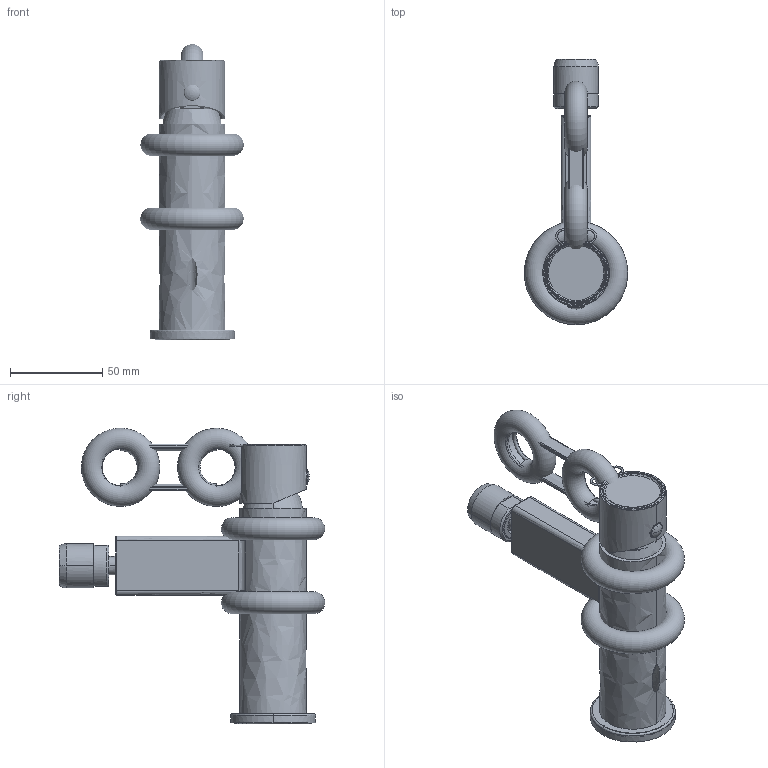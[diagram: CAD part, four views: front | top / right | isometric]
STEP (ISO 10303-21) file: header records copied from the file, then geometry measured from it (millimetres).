
FILE_DESCRIPTION((''),'2;1');
FILE_NAME('VBN468211_ASM_ASM','2020-07-02T',('fth20'),(''),'CREO PARAMETRIC BY PTC INC, 2015480','CREO PARAMETRIC BY PTC INC, 2015480','');
FILE_SCHEMA(('CONFIG_CONTROL_DESIGN'));
Products named in the file (24): 80T468211_8; 8YG16482_1; 9ZG16482_1; 80P25VBN2_1; 8EM5X5_1; 80N81050_1; 8DZ16328_1; 8J42X25_1; 8BM8X090B_ASM_2; 8J105X75X2A_1; 81T23U91_1; R01010-R01_1; R01010-R02_1; R01010-R03_1; R01010-R04_1; R01010_ASM_1_ASM; 8J21X158X22_1; 81M22011_1; M22011-R01_1_1; M22011-R01_1_2; M22011-R01_1_ASM; M22011CRNP0_ASM_1_ASM; VBN468211_ASM_13_ASM; VBN468211_ASM_ASM
Assembly tree (24 placements, depth 5):
  VBN468211_ASM_ASM
    VBN468211_ASM_13_ASM
      80T468211_8
      8YG16482_1
      9ZG16482_1
      80P25VBN2_1
      8EM5X5_1
      80N81050_1
      8DZ16328_1
      8J42X25_1
      8BM8X090B_ASM_2
      8J105X75X2A_1
      81T23U91_1
      R01010_ASM_1_ASM
        R01010-R01_1
        R01010-R02_1
        R01010-R03_1
        R01010-R04_1
      8J21X158X22_1
      M22011CRNP0_ASM_1_ASM
        81M22011_1
        M22011-R01_1_ASM
          M22011-R01_1_1
          M22011-R01_1_2
        8J21X158X22_1
Bounding box: 55.92 x 143.7 x 159.92 mm (x, y, z)
Surface area: 100164.1 mm2 (no closed solid volume)
Topology: 0 solids, 0 shells, 2042 faces, 12302 edges, 12259 vertices
Faces by surface type: bspline 1993, torus 45, sphere 4
Entity records: 246623 total; most frequent: CARTESIAN_POINT 140292, DIRECTION 15864, TRIMMED_CURVE 13904, DEFINITIONAL_REPRESENTATION 12196, PCURVE 12196, COMPOSITE_CURVE_SEGMENT 12196, VECTOR 12184, LINE 12184
